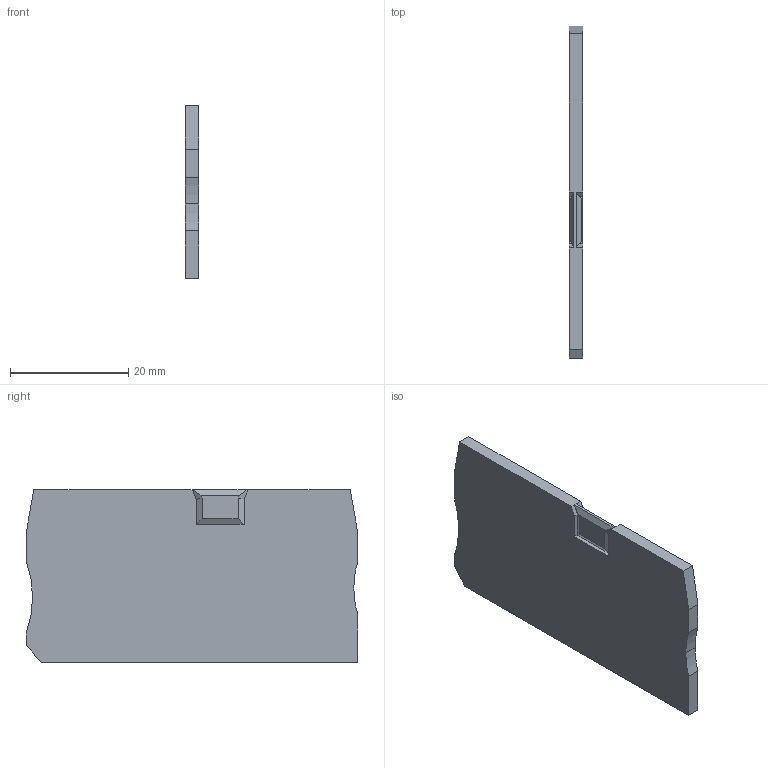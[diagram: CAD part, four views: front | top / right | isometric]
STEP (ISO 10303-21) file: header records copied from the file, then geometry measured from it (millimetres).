
FILE_DESCRIPTION(('TFLEX Exchange Step'),'2;1');
FILE_NAME('14000025_К-КНБ_4-2.stp', '2025-06-24T11:16:14+03:00',('MVarava'),('Unknown organisation'),'TFLEX Exchange 2023.0','T-FLEX CAD','Unknown authorisation');
FILE_SCHEMA( ('AUTOMOTIVE_DESIGN { 1 0 10303 214 1 1 1 1 }') );
Length unit declared in the file: millimetre
Products named in the file (1): Nodes
Bounding box: 2.2 x 56 x 29.2 mm (x, y, z)
Volume: 3500.6 mm3; surface area: 3629.8 mm2
Topology: 1 solids, 1 shells, 260 faces, 753 edges, 502 vertices
Faces by surface type: cylinder 166, plane 94
Entity records: 8733 total; most frequent: CARTESIAN_POINT 1662, DIRECTION 1533, ORIENTED_EDGE 1506, EDGE_CURVE 753, AXIS2_PLACEMENT_3D 589, VERTEX_POINT 502, VECTOR 355, LINE 355
